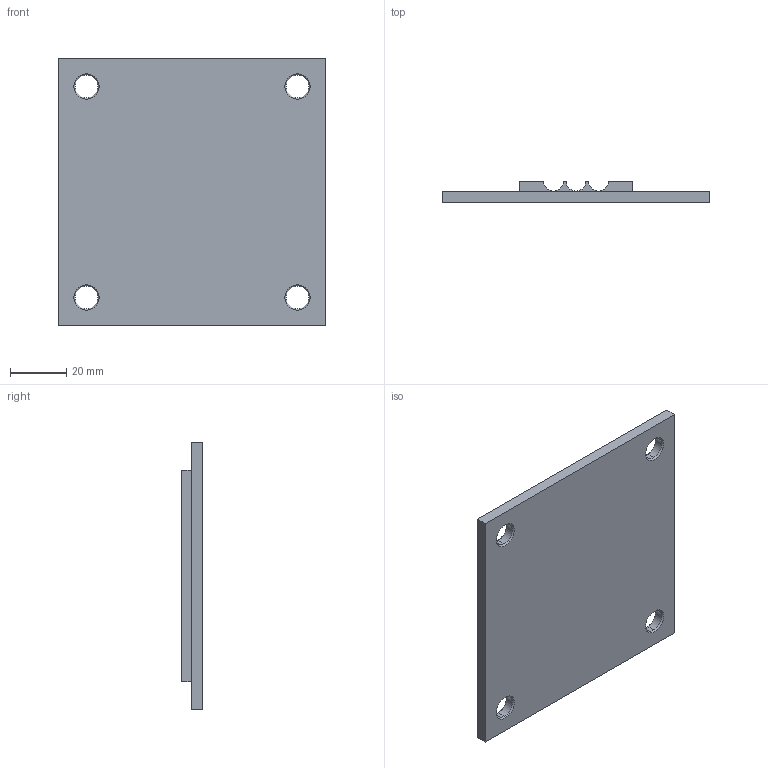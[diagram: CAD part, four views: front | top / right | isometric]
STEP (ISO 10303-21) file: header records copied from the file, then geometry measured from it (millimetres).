
FILE_DESCRIPTION (( 'STEP AP203' ), '1' );
FILE_NAME ('蟬庋-1.00.00.00.002 冓儰僗闉.STEP', '2019-01-30T11:22:10', ( '' ), ( '' ), 'SwSTEP 2.0', 'SolidWorks 2018', '' );
FILE_SCHEMA (( 'CONFIG_CONTROL_DESIGN' ));
Length unit declared in the file: millimetre
Products named in the file (1): 蟬庋-1.00.00.00.002 冓儰僗闉
Bounding box: 95 x 7.5 x 95 mm (x, y, z)
Volume: 41400.5 mm3; surface area: 21095.1 mm2
Topology: 1 solids, 1 shells, 59 faces, 142 edges, 85 vertices
Faces by surface type: cone 20, plane 20, cylinder 19
Entity records: 1789 total; most frequent: DIRECTION 322, CARTESIAN_POINT 285, ORIENTED_EDGE 280, EDGE_CURVE 140, AXIS2_PLACEMENT_3D 122, VERTEX_POINT 85, LINE 78, VECTOR 78
